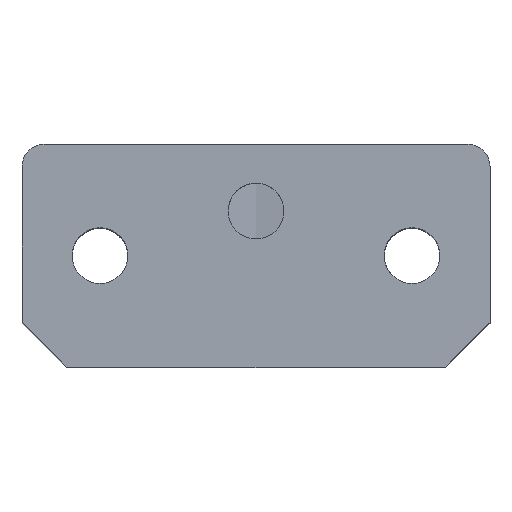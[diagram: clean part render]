
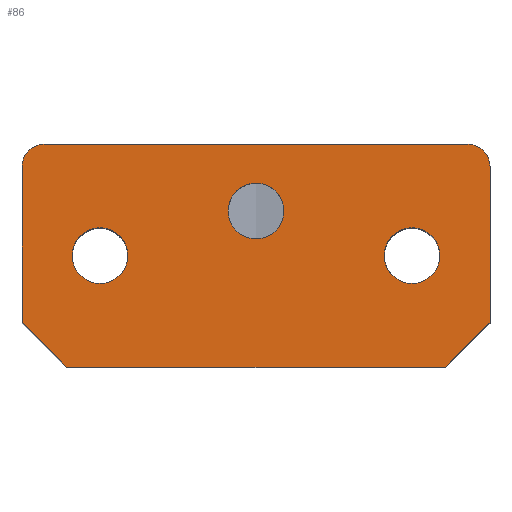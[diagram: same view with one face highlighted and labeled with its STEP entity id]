
A CAD part, top view. The second image highlights one B-rep face of the part: STEP entity #86.
In plain terms, the highlighted planar face has unit normal (0, 0, 1).
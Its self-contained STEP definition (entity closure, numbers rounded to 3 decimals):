
#48=FACE_BOUND('',#117,.T.);
#49=FACE_BOUND('',#118,.T.);
#50=FACE_BOUND('',#119,.T.);
#51=FACE_BOUND('',#120,.T.);
#72=CIRCLE('',#322,1.25);
#73=CIRCLE('',#323,1.25);
#74=CIRCLE('',#324,1.25);
#75=CIRCLE('',#325,1.);
#76=CIRCLE('',#326,1.);
#86=ADVANCED_FACE('',(#48,#49,#50,#51),#101,.T.);
#101=PLANE('',#327);
#117=EDGE_LOOP('',(#161));
#118=EDGE_LOOP('',(#162));
#119=EDGE_LOOP('',(#163));
#120=EDGE_LOOP('',(#164,#165,#166,#167,#168,#169,#170,#171));
#161=ORIENTED_EDGE('',*,*,#258,.T.);
#162=ORIENTED_EDGE('',*,*,#259,.T.);
#163=ORIENTED_EDGE('',*,*,#260,.T.);
#164=ORIENTED_EDGE('',*,*,#242,.T.);
#165=ORIENTED_EDGE('',*,*,#261,.T.);
#166=ORIENTED_EDGE('',*,*,#245,.T.);
#167=ORIENTED_EDGE('',*,*,#262,.T.);
#168=ORIENTED_EDGE('',*,*,#249,.T.);
#169=ORIENTED_EDGE('',*,*,#263,.T.);
#170=ORIENTED_EDGE('',*,*,#256,.T.);
#171=ORIENTED_EDGE('',*,*,#264,.T.);
#215=VERTEX_POINT('',#424);
#216=VERTEX_POINT('',#426);
#218=VERTEX_POINT('',#432);
#219=VERTEX_POINT('',#433);
#222=VERTEX_POINT('',#441);
#223=VERTEX_POINT('',#442);
#229=VERTEX_POINT('',#455);
#230=VERTEX_POINT('',#457);
#231=VERTEX_POINT('',#461);
#232=VERTEX_POINT('',#463);
#233=VERTEX_POINT('',#465);
#242=EDGE_CURVE('',#216,#215,#277,.T.);
#245=EDGE_CURVE('',#218,#219,#279,.T.);
#249=EDGE_CURVE('',#222,#223,#283,.T.);
#256=EDGE_CURVE('',#230,#229,#289,.T.);
#258=EDGE_CURVE('',#231,#231,#72,.T.);
#259=EDGE_CURVE('',#232,#232,#73,.T.);
#260=EDGE_CURVE('',#233,#233,#74,.T.);
#261=EDGE_CURVE('',#215,#218,#291,.T.);
#262=EDGE_CURVE('',#219,#222,#292,.T.);
#263=EDGE_CURVE('',#223,#230,#75,.T.);
#264=EDGE_CURVE('',#229,#216,#76,.T.);
#277=LINE('',#425,#297);
#279=LINE('',#431,#299);
#283=LINE('',#440,#303);
#289=LINE('',#456,#309);
#291=LINE('',#466,#311);
#292=LINE('',#467,#312);
#297=VECTOR('',#347,1.);
#299=VECTOR('',#353,1.);
#303=VECTOR('',#359,1.);
#309=VECTOR('',#369,1.);
#311=VECTOR('',#379,1.);
#312=VECTOR('',#380,1.);
#322=AXIS2_PLACEMENT_3D('',#460,#373,#374);
#323=AXIS2_PLACEMENT_3D('',#462,#375,#376);
#324=AXIS2_PLACEMENT_3D('',#464,#377,#378);
#325=AXIS2_PLACEMENT_3D('',#468,#381,#382);
#326=AXIS2_PLACEMENT_3D('',#469,#383,#384);
#327=AXIS2_PLACEMENT_3D('',#470,#385,#386);
#347=DIRECTION('',(0.,-1.,0.));
#353=DIRECTION('',(1.,0.,0.));
#359=DIRECTION('',(0.,1.,0.));
#369=DIRECTION('',(-1.,0.,0.));
#373=DIRECTION('',(0.,0.,-1.));
#374=DIRECTION('',(-1.,0.,0.));
#375=DIRECTION('',(0.,0.,-1.));
#376=DIRECTION('',(-1.,0.,0.));
#377=DIRECTION('',(0.,0.,-1.));
#378=DIRECTION('',(-1.,0.,0.));
#379=DIRECTION('',(0.707,-0.707,0.));
#380=DIRECTION('',(0.707,0.707,0.));
#381=DIRECTION('',(0.,0.,1.));
#382=DIRECTION('',(1.,0.,0.));
#383=DIRECTION('',(0.,0.,1.));
#384=DIRECTION('',(1.,0.,0.));
#385=DIRECTION('',(0.,0.,1.));
#386=DIRECTION('',(1.,0.,0.));
#424=CARTESIAN_POINT('',(-10.5,-8.,19.));
#425=CARTESIAN_POINT('',(-10.5,0.,19.));
#426=CARTESIAN_POINT('',(-10.5,-1.,19.));
#431=CARTESIAN_POINT('',(-10.5,-10.,19.));
#432=CARTESIAN_POINT('',(-8.5,-10.,19.));
#433=CARTESIAN_POINT('',(8.5,-10.,19.));
#440=CARTESIAN_POINT('',(10.5,-10.,19.));
#441=CARTESIAN_POINT('',(10.5,-8.,19.));
#442=CARTESIAN_POINT('',(10.5,-1.,19.));
#455=CARTESIAN_POINT('',(-9.5,0.,19.));
#456=CARTESIAN_POINT('',(10.5,0.,19.));
#457=CARTESIAN_POINT('',(9.5,0.,19.));
#460=CARTESIAN_POINT('',(0.,-3.,19.));
#461=CARTESIAN_POINT('',(-1.25,-3.,19.));
#462=CARTESIAN_POINT('',(7.,-5.,19.));
#463=CARTESIAN_POINT('',(5.75,-5.,19.));
#464=CARTESIAN_POINT('',(-7.,-5.,19.));
#465=CARTESIAN_POINT('',(-8.25,-5.,19.));
#466=CARTESIAN_POINT('',(-9.25,-9.25,19.));
#467=CARTESIAN_POINT('',(9.25,-9.25,19.));
#468=CARTESIAN_POINT('',(9.5,-1.,19.));
#469=CARTESIAN_POINT('',(-9.5,-1.,19.));
#470=CARTESIAN_POINT('',(0.,0.,19.));
